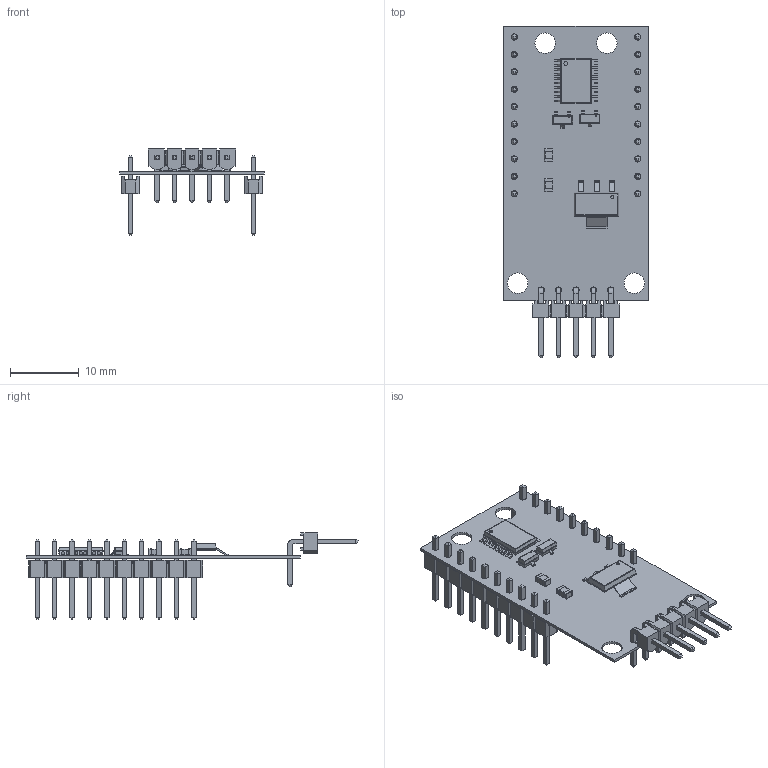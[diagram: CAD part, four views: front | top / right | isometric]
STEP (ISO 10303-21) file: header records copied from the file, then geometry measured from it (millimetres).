
FILE_DESCRIPTION(('Open CASCADE Model'),'2;1');
FILE_NAME('Open CASCADE Shape Model','2023-11-24T05:33:19',('Author'),( 'Open CASCADE'),'Open CASCADE STEP processor 6.8','Open CASCADE 6.8' ,'Unknown');
FILE_SCHEMA(('AUTOMOTIVE_DESIGN { 1 0 10303 214 1 1 1 1 }'));
Length unit declared in the file: millimetre
Products named in the file (40): PCB; Board; Open CASCADE STEP translator 6.8 1.1.1; Designator24; 6634604912; Body; PinsArrayL; FilletPinR; Designator23; 6096172688; Fillet1; Fillet2; body2; Designator22; Designator21; 7088074544; Designator20; Designator19; 6303830304; PinsArrayLR; Free-Models; TSW-105-22-G-S-RA; T-1S6-15-TSW-1-22-5-RA-S; TSW-105-22-G-S-RA_body; 61301011121; Open CASCADE STEP translator 6.8 1.8.2.1; Open CASCADE STEP translator 6.8 1.8.2.2; Open CASCADE STEP translator 6.8 1.8.2.3; Open CASCADE STEP translator 6.8 1.8.2.4; Open CASCADE STEP translator 6.8 1.8.2.5; Open CASCADE STEP translator 6.8 1.8.2.6; Open CASCADE STEP translator 6.8 1.8.2.7; Open CASCADE STEP translator 6.8 1.8.2.8; Open CASCADE STEP translator 6.8 1.8.2.9; Open CASCADE STEP translator 6.8 1.8.2.10; Open CASCADE STEP translator 6.8 1.8.2.11
Assembly tree (42 placements, depth 4):
  PCB
    Board
      Open CASCADE STEP translator 6.8 1.1.1
    Designator24
      6634604912
        Body
        PinsArrayL
        FilletPinR
    Designator23
      6096172688
        Fillet1
        Fillet2
        body2
    Designator22
      6096172688
        Fillet1
        Fillet2
        body2
    Designator21
      7088074544
        Body
        PinsArrayL
        FilletPinR
    Designator20
      7088074544
        Body
        PinsArrayL
        FilletPinR
    Designator19
      6303830304
        Body
        PinsArrayLR
    Free-Models
      TSW-105-22-G-S-RA
        T-1S6-15-TSW-1-22-5-RA-S
        TSW-105-22-G-S-RA_body
      61301011121  x2
        Open CASCADE STEP translator 6.8 1.8.2.1
        Open CASCADE STEP translator 6.8 1.8.2.2
        Open CASCADE STEP translator 6.8 1.8.2.3
        Open CASCADE STEP translator 6.8 1.8.2.4
        Open CASCADE STEP translator 6.8 1.8.2.5
        Open CASCADE STEP translator 6.8 1.8.2.6
        Open CASCADE STEP translator 6.8 1.8.2.7
        Open CASCADE STEP translator 6.8 1.8.2.8
        Open CASCADE STEP translator 6.8 1.8.2.9
        Open CASCADE STEP translator 6.8 1.8.2.10
        Open CASCADE STEP translator 6.8 1.8.2.11
Bounding box: 21 x 48.41 x 12.54 mm (x, y, z)
Volume: 842.6 mm3; surface area: 3647.7 mm2
Topology: 65 solids, 65 shells, 1479 faces, 3645 edges, 2294 vertices
Faces by surface type: plane 1258, cylinder 205, sphere 16
Full cylindrical faces by diameter (mm): 0.166 x2, 0.438 x1, 0.55 x1, 0.9 x25, 3 x4
Entity records: 32637 total; most frequent: CARTESIAN_POINT 5512, ORIENTED_EDGE 5362, DIRECTION 5249, EDGE_CURVE 2681, LINE 2371, VECTOR 2371, VERTEX_POINT 1702, AXIS2_PLACEMENT_3D 1439
